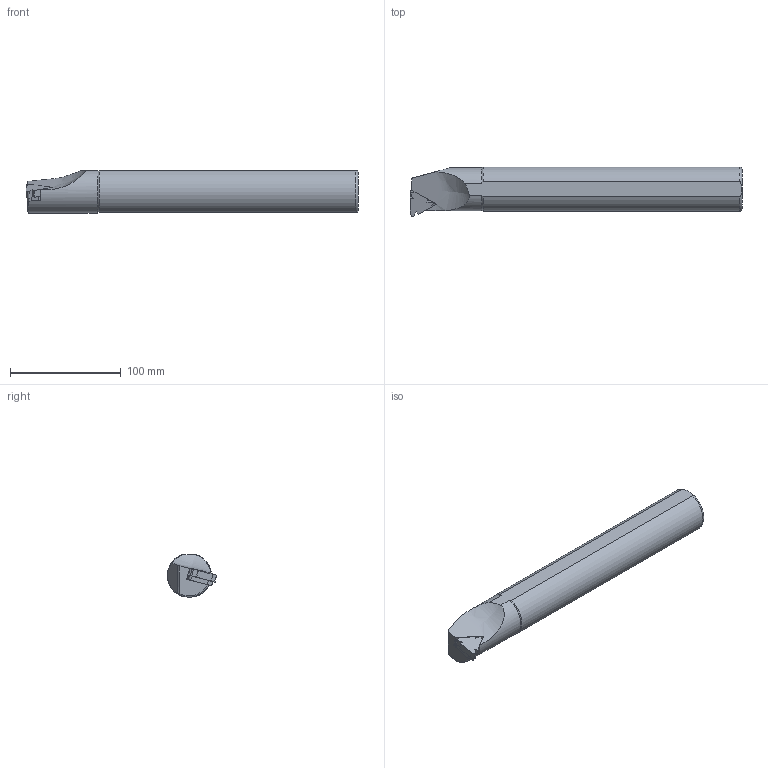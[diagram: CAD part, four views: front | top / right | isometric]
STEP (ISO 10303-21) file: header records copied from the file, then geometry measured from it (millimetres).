
FILE_DESCRIPTION(/* description */ (''),/* implementation_level */ '2;1');
FILE_NAME(/* name */ 'TIR-S40T-27.stp',/* time_stamp */ '2023-10-23T13:38:11+03:00',/* author */ (''),/* organization */ (''),/* preprocessor_version */ 'ST-DEVELOPER v19.4',/* originating_system */ 'SIEMENS PLM Software NX2306.3001',/* authorisation */ '');
FILE_SCHEMA (('AUTOMOTIVE_DESIGN { 1 0 10303 214 3 1 1 1 }'));
Length unit declared in the file: millimetre
Products named in the file (1): model1
Bounding box: 300 x 44.91 x 38.24 mm (x, y, z)
Volume: 348802.9 mm3; surface area: 39722.2 mm2
Topology: 2 solids, 2 shells, 49 faces, 130 edges, 85 vertices
Faces by surface type: plane 33, cylinder 11, cone 3, bspline 1, torus 1
Entity records: 2169 total; most frequent: CARTESIAN_POINT 603, ORIENTED_EDGE 256, DIRECTION 233, EDGE_CURVE 128, VERTEX_POINT 84, LINE 81, VECTOR 81, AXIS2_PLACEMENT_3D 76
